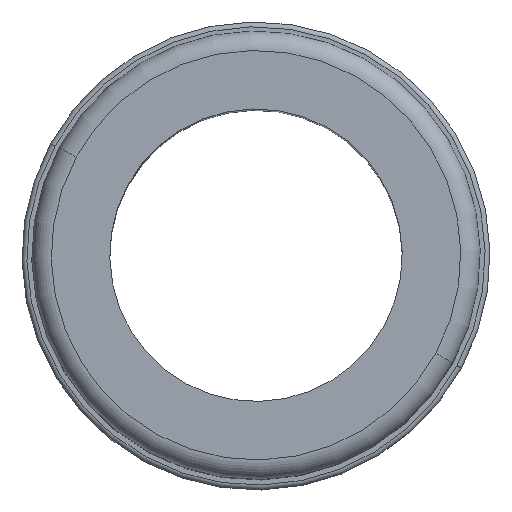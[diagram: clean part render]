
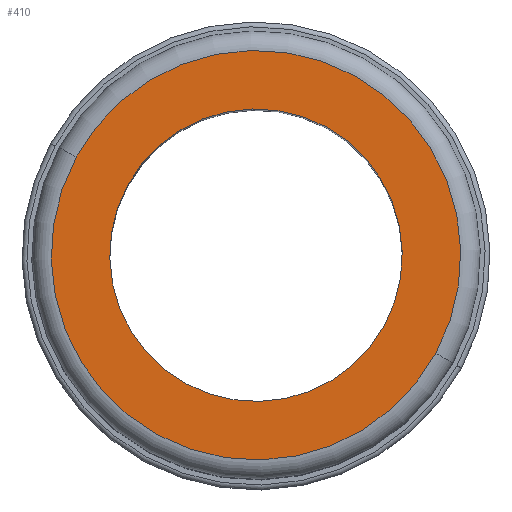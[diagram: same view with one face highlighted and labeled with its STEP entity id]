
A CAD part, top view. The second image highlights one B-rep face of the part: STEP entity #410.
In plain terms, the highlighted planar face has unit normal (0, 0, 1).
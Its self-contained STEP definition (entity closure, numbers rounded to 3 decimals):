
#88=CARTESIAN_POINT('Axis2P3D Location',(0.,0.,50.)) ;
#92=CARTESIAN_POINT('Vertex',(-13.164,7.191,50.)) ;
#94=CARTESIAN_POINT('Vertex',(13.164,-7.191,50.)) ;
#123=CARTESIAN_POINT('Axis2P3D Location',(0.,0.,50.)) ;
#383=CARTESIAN_POINT('Axis2P3D Location',(-15.,0.,50.)) ;
#388=CARTESIAN_POINT('Axis2P3D Location',(0.,0.,50.)) ;
#392=CARTESIAN_POINT('Vertex',(-18.429,10.068,50.)) ;
#394=CARTESIAN_POINT('Vertex',(18.429,-10.068,50.)) ;
#397=CARTESIAN_POINT('Axis2P3D Location',(0.,0.,50.)) ;
#89=DIRECTION('Axis2P3D Direction',(0.,0.,-1.)) ;
#124=DIRECTION('Axis2P3D Direction',(0.,0.,-1.)) ;
#384=DIRECTION('Axis2P3D Direction',(0.,0.,-1.)) ;
#385=DIRECTION('Axis2P3D XDirection',(1.,0.,0.)) ;
#389=DIRECTION('Axis2P3D Direction',(0.,0.,-1.)) ;
#398=DIRECTION('Axis2P3D Direction',(0.,0.,-1.)) ;
#90=AXIS2_PLACEMENT_3D('Circle Axis2P3D',#88,#89,$) ;
#125=AXIS2_PLACEMENT_3D('Circle Axis2P3D',#123,#124,$) ;
#386=AXIS2_PLACEMENT_3D('Plane Axis2P3D',#383,#384,#385) ;
#390=AXIS2_PLACEMENT_3D('Circle Axis2P3D',#388,#389,$) ;
#399=AXIS2_PLACEMENT_3D('Circle Axis2P3D',#397,#398,$) ;
#403=ORIENTED_EDGE('',*,*,#396,.F.) ;
#404=ORIENTED_EDGE('',*,*,#401,.F.) ;
#407=ORIENTED_EDGE('',*,*,#127,.T.) ;
#408=ORIENTED_EDGE('',*,*,#96,.T.) ;
#409=FACE_BOUND('',#406,.T.) ;
#410=ADVANCED_FACE('PartBody',(#405,#409),#387,.F.) ;
#91=CIRCLE('generated circle',#90,15.) ;
#126=CIRCLE('generated circle',#125,15.) ;
#391=CIRCLE('generated circle',#390,21.) ;
#400=CIRCLE('generated circle',#399,21.) ;
#96=EDGE_CURVE('',#93,#95,#91,.T.) ;
#127=EDGE_CURVE('',#95,#93,#126,.T.) ;
#396=EDGE_CURVE('',#393,#395,#391,.T.) ;
#401=EDGE_CURVE('',#395,#393,#400,.T.) ;
#402=EDGE_LOOP('',(#403,#404)) ;
#406=EDGE_LOOP('',(#407,#408)) ;
#405=FACE_OUTER_BOUND('',#402,.T.) ;
#387=PLANE('Plane',#386) ;
#93=VERTEX_POINT('',#92) ;
#95=VERTEX_POINT('',#94) ;
#393=VERTEX_POINT('',#392) ;
#395=VERTEX_POINT('',#394) ;
